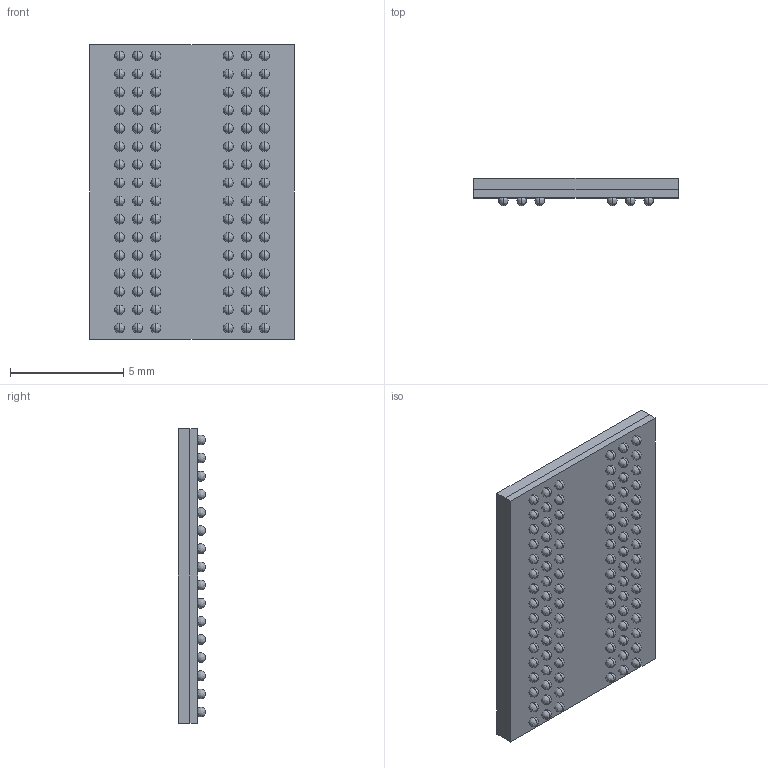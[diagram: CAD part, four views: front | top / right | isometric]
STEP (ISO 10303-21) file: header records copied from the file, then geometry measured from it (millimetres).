
FILE_DESCRIPTION(('FreeCAD Model'),'2;1');
FILE_NAME('BGA96_1.step','2019-10-21T11:49:30',( 'Author'),(''),'Open CASCADE STEP processor 7.3','FreeCAD','Unknown' );
FILE_SCHEMA(('AUTOMOTIVE_DESIGN { 1 0 10303 214 1 1 1 1 }'));
Length unit declared in the file: millimetre
Products named in the file (1): User_Library-BGA96C80P9X16_900X1300X120
Bounding box: 9 x 1.2 x 13 mm (x, y, z)
Volume: 104.1 mm3; surface area: 561.5 mm2
Topology: 98 solids, 98 shells, 207 faces, 1434 edges, 3140 vertices
Faces by surface type: bspline 194, plane 13
Entity records: 34652 total; most frequent: CARTESIAN_POINT 25556, DIRECTION 1324, GEOMETRIC_CURVE_SET 829, B_SPLINE_CURVE_WITH_KNOTS 784, AXIS2_PLACEMENT_3D 602, CIRCLE 588, ORIENTED_EDGE 444, PCURVE 444
